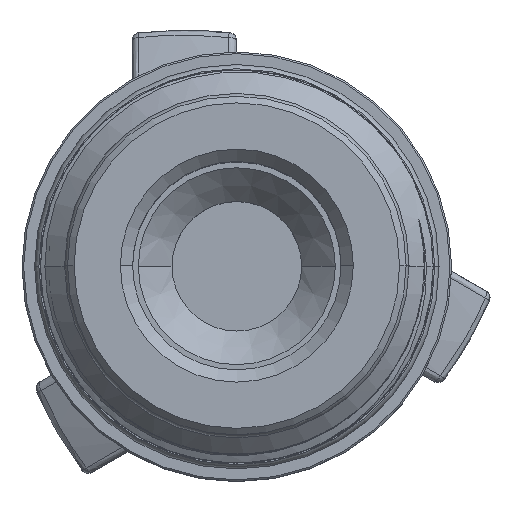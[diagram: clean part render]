
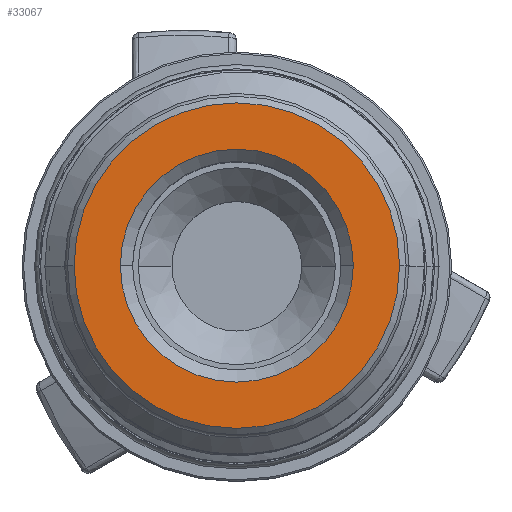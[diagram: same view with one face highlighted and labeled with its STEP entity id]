
A CAD part, top view. The second image highlights one B-rep face of the part: STEP entity #33067.
In plain terms, the highlighted planar face has unit normal (0, 0, 1).
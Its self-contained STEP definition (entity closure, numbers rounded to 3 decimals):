
#191 = EDGE_LOOP ( 'NONE', ( #27972, #27971 ) ) ;
#233 = EDGE_LOOP ( 'NONE', ( #27974, #27973 ) ) ;
#1385 = FACE_OUTER_BOUND ( 'NONE', #233, .T. ) ;
#1393 = FACE_BOUND ( 'NONE', #191, .T. ) ;
#5033 = PLANE ( 'NONE',  #38134 ) ;
#5035 = CARTESIAN_POINT ( 'NONE',  ( 20.64, 0., 95.7 ) ) ;
#5040 = DIRECTION ( 'NONE',  ( 0., 0., 1. ) ) ;
#5041 = DIRECTION ( 'NONE',  ( 1., 0., 0. ) ) ;
#9171 = AXIS2_PLACEMENT_3D ( 'NONE', #20246, #20247, #20248 ) ;
#9181 = AXIS2_PLACEMENT_3D ( 'NONE', #20452, #20453, #20454 ) ;
#11385 = CIRCLE ( 'NONE', #9171, 19.84 ) ;
#11498 = CIRCLE ( 'NONE', #9181, 14.2 ) ;
#18096 = VERTEX_POINT ( 'NONE', #22219 ) ;
#18105 = VERTEX_POINT ( 'NONE', #22242 ) ;
#18164 = VERTEX_POINT ( 'NONE', #22251 ) ;
#18166 = VERTEX_POINT ( 'NONE', #22270 ) ;
#19448 = CIRCLE ( 'NONE', #35140, 14.2 ) ;
#20246 = CARTESIAN_POINT ( 'NONE',  ( 0., 0., 95.7 ) ) ;
#20247 = DIRECTION ( 'NONE',  ( 0., 0., 1. ) ) ;
#20248 = DIRECTION ( 'NONE',  ( 1., 0., 0. ) ) ;
#20452 = CARTESIAN_POINT ( 'NONE',  ( 0., 0., 95.7 ) ) ;
#20453 = DIRECTION ( 'NONE',  ( 0., 0., -1. ) ) ;
#20454 = DIRECTION ( 'NONE',  ( 1., 0., 0. ) ) ;
#22219 = CARTESIAN_POINT ( 'NONE',  ( 19.84, 0., 95.7 ) ) ;
#22242 = CARTESIAN_POINT ( 'NONE',  ( -19.84, 0., 95.7 ) ) ;
#22251 = CARTESIAN_POINT ( 'NONE',  ( -14.2, 0., 95.7 ) ) ;
#22270 = CARTESIAN_POINT ( 'NONE',  ( 14.2, 0., 95.7 ) ) ;
#22936 = DIRECTION ( 'NONE',  ( 1., 0., 0. ) ) ;
#22937 = DIRECTION ( 'NONE',  ( 0., 0., 1. ) ) ;
#22938 = CARTESIAN_POINT ( 'NONE',  ( 0., 0., 95.7 ) ) ;
#23733 = DIRECTION ( 'NONE',  ( 1., 0., 0. ) ) ;
#23734 = DIRECTION ( 'NONE',  ( 0., 0., -1. ) ) ;
#23735 = CARTESIAN_POINT ( 'NONE',  ( 0., 0., 95.7 ) ) ;
#26139 = EDGE_CURVE ( 'NONE', #18096, #18105, #29811, .T. ) ;
#26506 = EDGE_CURVE ( 'NONE', #18166, #18164, #19448, .T. ) ;
#27971 = ORIENTED_EDGE ( 'NONE', *, *, #36676, .T. ) ;
#27972 = ORIENTED_EDGE ( 'NONE', *, *, #26506, .T. ) ;
#27973 = ORIENTED_EDGE ( 'NONE', *, *, #26139, .T. ) ;
#27974 = ORIENTED_EDGE ( 'NONE', *, *, #36641, .T. ) ;
#29811 = CIRCLE ( 'NONE', #35109, 19.84 ) ;
#33067 = ADVANCED_FACE ( 'NONE', ( #1385, #1393 ), #5033, .T. ) ;
#35109 = AXIS2_PLACEMENT_3D ( 'NONE', #22938, #22937, #22936 ) ;
#35140 = AXIS2_PLACEMENT_3D ( 'NONE', #23735, #23734, #23733 ) ;
#36641 = EDGE_CURVE ( 'NONE', #18105, #18096, #11385, .T. ) ;
#36676 = EDGE_CURVE ( 'NONE', #18164, #18166, #11498, .T. ) ;
#38134 = AXIS2_PLACEMENT_3D ( 'NONE', #5035, #5040, #5041 ) ;
